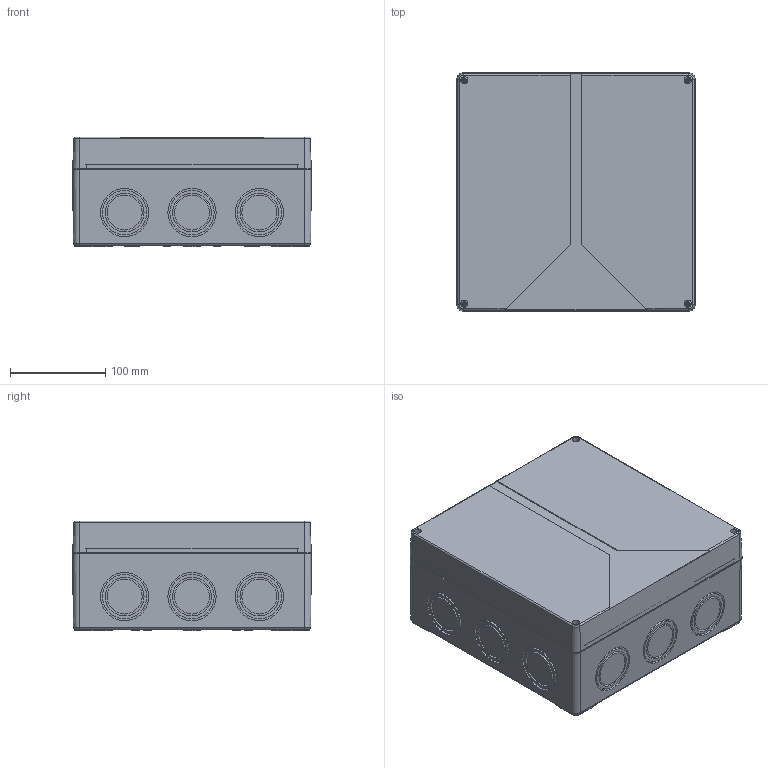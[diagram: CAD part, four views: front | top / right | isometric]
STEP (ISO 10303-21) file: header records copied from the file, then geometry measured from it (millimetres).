
FILE_DESCRIPTION( ( 'STEP AP214' ), ' ' );
FILE_NAME( '83591001.stp', '2016-04-11T15:09:33', ( '' ), ( '' ), ' ', 'PARTsolutions', ' ' );
FILE_SCHEMA( ( 'AUTOMOTIVE_DESIGN { 1 0 10303 214 1 1 1 1 }' ) );
Length unit declared in the file: millimetre
Products named in the file (4): 83591001; _Kasten-abox-350; _Deckel-abox-350; _Schraube_TK55-33mm
Assembly tree (6 placements, depth 2):
  83591001
    _Kasten-abox-350
    _Deckel-abox-350
    _Schraube_TK55-33mm  x4
Bounding box: 250 x 250 x 115.2 mm (x, y, z)
Volume: 1015634.5 mm3; surface area: 541654.5 mm2
Topology: 6 solids, 6 shells, 886 faces, 2188 edges, 1451 vertices
Faces by surface type: plane 558, cylinder 272, cone 41, torus 14, bspline 1
Full cylindrical faces by diameter (mm): 2.5 x8, 3.1 x4, 3.4 x16, 3.9 x4, 4 x8, 5 x4, 6 x4, 7.2 x4, 7.5 x4, 8 x16, 14 x4, 18 x4, 21.5 x2, 25.5 x2, 28.5 x2, 32.5 x2, 36.5 x12, 40.5 x12, 46.5 x12, 50.5 x12
Entity records: 28977 total; most frequent: CARTESIAN_POINT 4323, DIRECTION 3910, ORIENTED_EDGE 3504, EDGE_CURVE 1752, AXIS2_PLACEMENT_3D 1459, VERTEX_POINT 1242, EDGE_LOOP 1066, LINE 992
